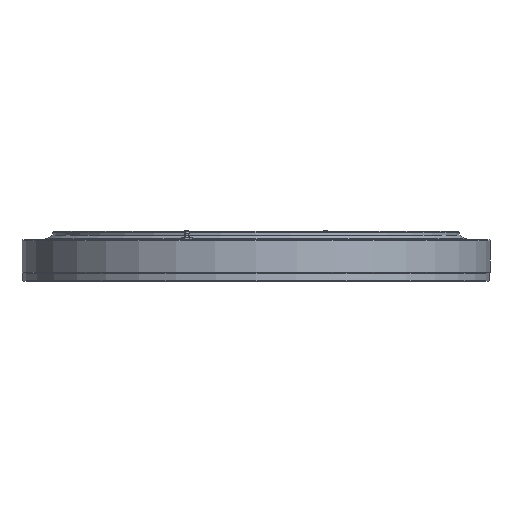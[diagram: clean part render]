
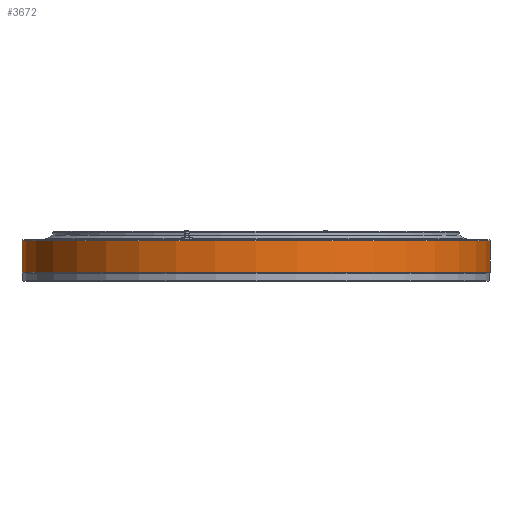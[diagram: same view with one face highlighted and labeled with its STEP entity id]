
A CAD part, front view. The second image highlights one B-rep face of the part: STEP entity #3672.
In plain terms, the highlighted cylindrical face has radius 281 mm (diameter 562 mm), a partial arc.
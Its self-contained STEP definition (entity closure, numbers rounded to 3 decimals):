
#53 = FACE_OUTER_BOUND ( 'NONE', #7291, .T. ) ;
#63 = DIRECTION ( 'NONE',  ( 1., 0., 0. ) ) ;
#456 = DIRECTION ( 'NONE',  ( 0., 0., -1. ) ) ;
#467 = EDGE_CURVE ( 'NONE', #5331, #3945, #7950, .T. ) ;
#663 = VERTEX_POINT ( 'NONE', #7912 ) ;
#1183 = DIRECTION ( 'NONE',  ( 0., 0., 1. ) ) ;
#1209 = ORIENTED_EDGE ( 'NONE', *, *, #5091, .T. ) ;
#1678 = ORIENTED_EDGE ( 'NONE', *, *, #6472, .F. ) ;
#2019 = EDGE_CURVE ( 'NONE', #663, #5008, #3359, .T. ) ;
#2968 = CARTESIAN_POINT ( 'NONE',  ( -281., 0., 19. ) ) ;
#3359 = CIRCLE ( 'NONE', #4482, 281. ) ;
#3672 = ADVANCED_FACE ( 'NONE', ( #53 ), #5593, .T. ) ;
#3749 = AXIS2_PLACEMENT_3D ( 'NONE', #4717, #4533, #6782 ) ;
#3898 = CARTESIAN_POINT ( 'NONE',  ( -281., 0., 0. ) ) ;
#3945 = VERTEX_POINT ( 'NONE', #2968 ) ;
#4331 = CARTESIAN_POINT ( 'NONE',  ( 281., 0., 19. ) ) ;
#4482 = AXIS2_PLACEMENT_3D ( 'NONE', #6242, #1183, #6983 ) ;
#4533 = DIRECTION ( 'NONE',  ( 0., 0., -1. ) ) ;
#4548 = DIRECTION ( 'NONE',  ( 0., 0., -1. ) ) ;
#4717 = CARTESIAN_POINT ( 'NONE',  ( 0., 0., 0. ) ) ;
#4947 = AXIS2_PLACEMENT_3D ( 'NONE', #8002, #7273, #63 ) ;
#5008 = VERTEX_POINT ( 'NONE', #6146 ) ;
#5034 = ORIENTED_EDGE ( 'NONE', *, *, #467, .T. ) ;
#5091 = EDGE_CURVE ( 'NONE', #3945, #663, #8639, .T. ) ;
#5191 = ORIENTED_EDGE ( 'NONE', *, *, #2019, .T. ) ;
#5331 = VERTEX_POINT ( 'NONE', #4331 ) ;
#5593 = CYLINDRICAL_SURFACE ( 'NONE', #3749, 281. ) ;
#6146 = CARTESIAN_POINT ( 'NONE',  ( 281., 0., -19. ) ) ;
#6242 = CARTESIAN_POINT ( 'NONE',  ( 0., 0., -19. ) ) ;
#6472 = EDGE_CURVE ( 'NONE', #5331, #5008, #6726, .T. ) ;
#6704 = VECTOR ( 'NONE', #4548, 1000. ) ;
#6726 = LINE ( 'NONE', #6730, #8428 ) ;
#6730 = CARTESIAN_POINT ( 'NONE',  ( 281., 0., 0. ) ) ;
#6782 = DIRECTION ( 'NONE',  ( -1., 0., 0. ) ) ;
#6983 = DIRECTION ( 'NONE',  ( -1., 0., 0. ) ) ;
#7273 = DIRECTION ( 'NONE',  ( 0., 0., -1. ) ) ;
#7291 = EDGE_LOOP ( 'NONE', ( #1678, #5034, #1209, #5191 ) ) ;
#7912 = CARTESIAN_POINT ( 'NONE',  ( -281., 0., -19. ) ) ;
#7950 = CIRCLE ( 'NONE', #4947, 281. ) ;
#8002 = CARTESIAN_POINT ( 'NONE',  ( 0., 0., 19. ) ) ;
#8428 = VECTOR ( 'NONE', #456, 1000. ) ;
#8639 = LINE ( 'NONE', #3898, #6704 ) ;
